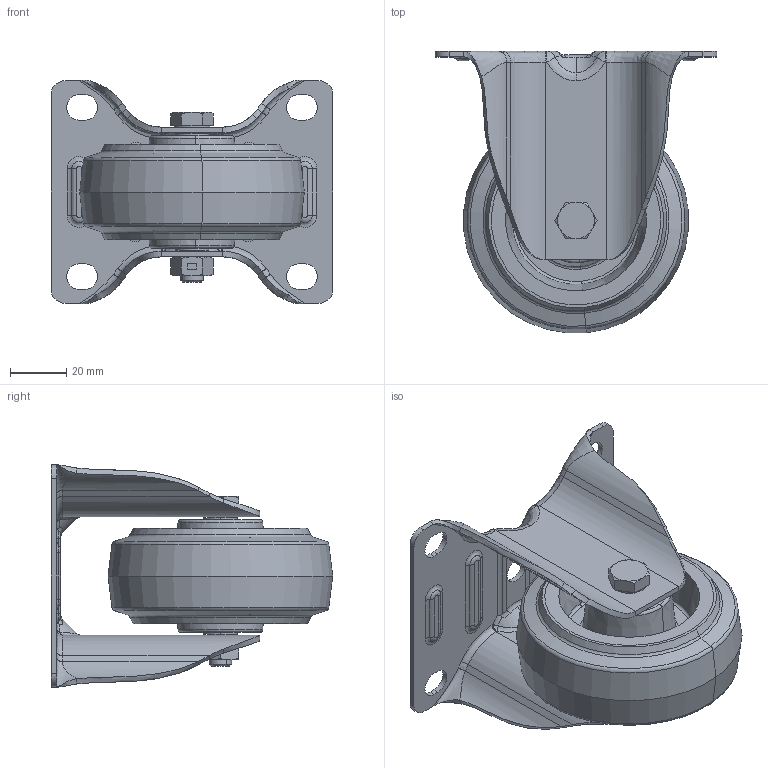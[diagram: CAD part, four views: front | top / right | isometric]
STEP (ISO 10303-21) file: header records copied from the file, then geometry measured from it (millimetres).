
FILE_DESCRIPTION (( 'STEP AP214' ), '1' );
FILE_NAME ('0055780.step', '2023-07-26T12:50:49', ( '' ), ( '' ), 'SwSTEP 2.0', 'SolidWorks 2020', '' );
FILE_SCHEMA (( 'AUTOMOTIVE_DESIGN' ));
Length unit declared in the file: millimetre
Products named in the file (1): 0055780
Bounding box: 100 x 99.86 x 79.31 mm (x, y, z)
Volume: 159655.5 mm3; surface area: 73096.1 mm2
Topology: 6 solids, 6 shells, 408 faces, 974 edges, 582 vertices
Faces by surface type: cylinder 112, bspline 108, plane 98, cone 52, torus 38
Entity records: 23615 total; most frequent: CARTESIAN_POINT 10469, ORIENTED_EDGE 1924, DIRECTION 1578, EDGE_CURVE 962, AXIS2_PLACEMENT_3D 623, VERTEX_POINT 582, EDGE_LOOP 446, UNCERTAINTY_MEASURE_WITH_UNIT 416
